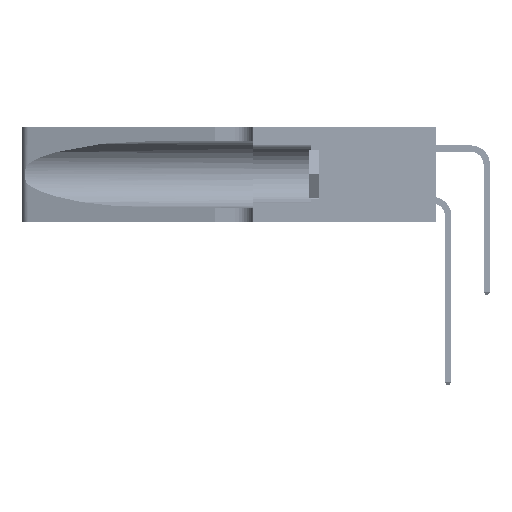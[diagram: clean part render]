
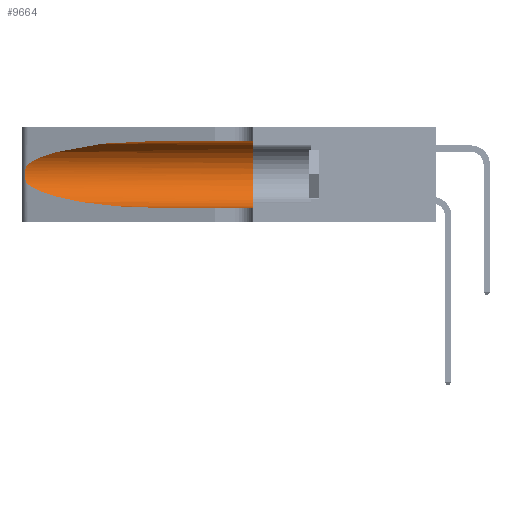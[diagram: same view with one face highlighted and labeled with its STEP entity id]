
A CAD part, left-side view. The second image highlights one B-rep face of the part: STEP entity #9664.
In plain terms, the highlighted cylindrical face has radius 3.308 mm (diameter 6.617 mm), a partial arc.
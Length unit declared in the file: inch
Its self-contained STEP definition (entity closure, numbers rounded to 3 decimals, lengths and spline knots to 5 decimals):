
#2711 = EDGE_CURVE ( 'NONE', #28381, #19902, #22435, .T. ) ;
#2998 = ORIENTED_EDGE ( 'NONE', *, *, #13953, .F. ) ;
#3649 = CARTESIAN_POINT ( 'NONE',  ( 0.26017, 1.23833, 0.17102 ) ) ;
#5101 = EDGE_CURVE ( 'NONE', #19814, #45394, #6641, .T. ) ;
#5885 = CARTESIAN_POINT ( 'NONE',  ( 0.18966, 0.96281, 0.05475 ) ) ;
#6641 =( BOUNDED_CURVE ( )  B_SPLINE_CURVE ( 3, ( #22618, #46497, #26491, #50483 ),
 .UNSPECIFIED., .F., .F. ) 
 B_SPLINE_CURVE_WITH_KNOTS ( ( 4, 4 ),
 ( 1.5708, 2.84003 ),
 .UNSPECIFIED. ) 
 CURVE ( )  GEOMETRIC_REPRESENTATION_ITEM ( )  RATIONAL_B_SPLINE_CURVE ( ( 1., 0.87, 0.87, 1. ) ) 
 REPRESENTATION_ITEM ( '' )  );
#7365 = VERTEX_POINT ( 'NONE', #22253 ) ;
#7490 = CARTESIAN_POINT ( 'NONE',  ( 0.1305, 1.61858, 0.31525 ) ) ;
#7562 = CARTESIAN_POINT ( 'NONE',  ( 0.25487, 1.22718, 0.22369 ) ) ;
#7731 = CARTESIAN_POINT ( 'NONE',  ( 0.25789, 1.23486, 0.15765 ) ) ;
#9664 = ADVANCED_FACE ( 'NONE', ( #13494 ), #10964, .F. ) ;
#10562 = ORIENTED_EDGE ( 'NONE', *, *, #5101, .T. ) ;
#10964 = CYLINDRICAL_SURFACE ( 'NONE', #45249, 0.13025 ) ;
#11804 = CARTESIAN_POINT ( 'NONE',  ( 0.25555, 1.22993, 0.14849 ) ) ;
#12173 =( BOUNDED_CURVE ( )  B_SPLINE_CURVE ( 3, ( #49731, #21871, #5885, #33994 ),
 .UNSPECIFIED., .F., .F. ) 
 B_SPLINE_CURVE_WITH_KNOTS ( ( 4, 4 ),
 ( 3.44316, 4.71239 ),
 .UNSPECIFIED. ) 
 CURVE ( )  GEOMETRIC_REPRESENTATION_ITEM ( )  RATIONAL_B_SPLINE_CURVE ( ( 1., 0.87, 0.87, 1. ) ) 
 REPRESENTATION_ITEM ( '' )  );
#12271 = LINE ( 'NONE', #38914, #44148 ) ;
#12662 = DIRECTION ( 'NONE',  ( 0., 1., 0. ) ) ;
#13494 = FACE_OUTER_BOUND ( 'NONE', #51607, .T. ) ;
#13953 = EDGE_CURVE ( 'NONE', #19814, #28381, #41187, .T. ) ;
#14227 = CARTESIAN_POINT ( 'NONE',  ( 0.1305, 0.72297, 0.05475 ) ) ;
#14491 = CARTESIAN_POINT ( 'NONE',  ( 0.1305, 0.35, 0.31525 ) ) ;
#14928 = DIRECTION ( 'NONE',  ( 0., -1., 0. ) ) ;
#15642 = CARTESIAN_POINT ( 'NONE',  ( 0.25555, 1.22994, 0.2215 ) ) ;
#19658 = CARTESIAN_POINT ( 'NONE',  ( 0.25787, 1.23484, 0.2124 ) ) ;
#19814 = VERTEX_POINT ( 'NONE', #51170 ) ;
#19902 = VERTEX_POINT ( 'NONE', #27869 ) ;
#19905 = VECTOR ( 'NONE', #27485, 39.37008 ) ;
#20621 = ORIENTED_EDGE ( 'NONE', *, *, #2711, .F. ) ;
#21449 = B_SPLINE_CURVE_WITH_KNOTS ( 'NONE', 3,
 ( #7562, #15642, #43583, #19658, #47556, #23693, #51537, #27727, #3649, #31761, #7731, #35819, #11804, #39787 ),
 .UNSPECIFIED., .F., .F.,
 ( 4, 2, 2, 2, 2, 2, 4 ),
 ( 0., 0.00027, 0.00053, 0.00107, 0.0016, 0.00187, 0.00214 ),
 .UNSPECIFIED. ) ;
#21871 = CARTESIAN_POINT ( 'NONE',  ( 0.2373, 1.15595, 0.08982 ) ) ;
#22253 = CARTESIAN_POINT ( 'NONE',  ( 0.25487, 1.22718, 0.14631 ) ) ;
#22435 = CIRCLE ( 'NONE', #39411, 0.13025 ) ;
#22618 = CARTESIAN_POINT ( 'NONE',  ( 0.1305, 0.72297, 0.31525 ) ) ;
#23429 = DIRECTION ( 'NONE',  ( 0., -1., 0. ) ) ;
#23693 = CARTESIAN_POINT ( 'NONE',  ( 0.26018, 1.23835, 0.19895 ) ) ;
#25599 = EDGE_CURVE ( 'NONE', #45394, #7365, #21449, .T. ) ;
#26491 = CARTESIAN_POINT ( 'NONE',  ( 0.2373, 1.15595, 0.28018 ) ) ;
#27485 = DIRECTION ( 'NONE',  ( 0., -1., 0. ) ) ;
#27727 = CARTESIAN_POINT ( 'NONE',  ( 0.26075, 1.23896, 0.178 ) ) ;
#27869 = CARTESIAN_POINT ( 'NONE',  ( 0.1305, 0.35, 0.05475 ) ) ;
#28059 = EDGE_CURVE ( 'NONE', #7365, #47287, #12173, .T. ) ;
#28381 = VERTEX_POINT ( 'NONE', #14491 ) ;
#31761 = CARTESIAN_POINT ( 'NONE',  ( 0.25856, 1.23593, 0.16098 ) ) ;
#33157 = ORIENTED_EDGE ( 'NONE', *, *, #25599, .T. ) ;
#33994 = CARTESIAN_POINT ( 'NONE',  ( 0.1305, 0.72297, 0.05475 ) ) ;
#35819 = CARTESIAN_POINT ( 'NONE',  ( 0.25639, 1.23186, 0.15144 ) ) ;
#36664 = CARTESIAN_POINT ( 'NONE',  ( 0.1305, 0.35, 0.185 ) ) ;
#37203 = CARTESIAN_POINT ( 'NONE',  ( 0.25487, 1.22718, 0.22369 ) ) ;
#38155 = ORIENTED_EDGE ( 'NONE', *, *, #48660, .T. ) ;
#38914 = CARTESIAN_POINT ( 'NONE',  ( 0.1305, 1.61858, 0.05475 ) ) ;
#39411 = AXIS2_PLACEMENT_3D ( 'NONE', #36664, #12662, #40653 ) ;
#39787 = CARTESIAN_POINT ( 'NONE',  ( 0.25487, 1.22718, 0.14631 ) ) ;
#40653 = DIRECTION ( 'NONE',  ( 0., 0., 1. ) ) ;
#41187 = LINE ( 'NONE', #7490, #19905 ) ;
#43505 = CARTESIAN_POINT ( 'NONE',  ( 0.1305, 1.61858, 0.185 ) ) ;
#43583 = CARTESIAN_POINT ( 'NONE',  ( 0.25639, 1.23184, 0.21858 ) ) ;
#44148 = VECTOR ( 'NONE', #14928, 39.37008 ) ;
#44954 = ORIENTED_EDGE ( 'NONE', *, *, #28059, .T. ) ;
#45249 = AXIS2_PLACEMENT_3D ( 'NONE', #43505, #23429, #47477 ) ;
#45394 = VERTEX_POINT ( 'NONE', #37203 ) ;
#46497 = CARTESIAN_POINT ( 'NONE',  ( 0.18966, 0.96281, 0.31525 ) ) ;
#47287 = VERTEX_POINT ( 'NONE', #14227 ) ;
#47477 = DIRECTION ( 'NONE',  ( 0., 0., -1. ) ) ;
#47556 = CARTESIAN_POINT ( 'NONE',  ( 0.25854, 1.2359, 0.20912 ) ) ;
#48660 = EDGE_CURVE ( 'NONE', #47287, #19902, #12271, .T. ) ;
#49731 = CARTESIAN_POINT ( 'NONE',  ( 0.25487, 1.22718, 0.14631 ) ) ;
#50483 = CARTESIAN_POINT ( 'NONE',  ( 0.25487, 1.22718, 0.22369 ) ) ;
#51170 = CARTESIAN_POINT ( 'NONE',  ( 0.1305, 0.72297, 0.31525 ) ) ;
#51537 = CARTESIAN_POINT ( 'NONE',  ( 0.26075, 1.23896, 0.19203 ) ) ;
#51607 = EDGE_LOOP ( 'NONE', ( #10562, #33157, #44954, #38155, #20621, #2998 ) ) ;
